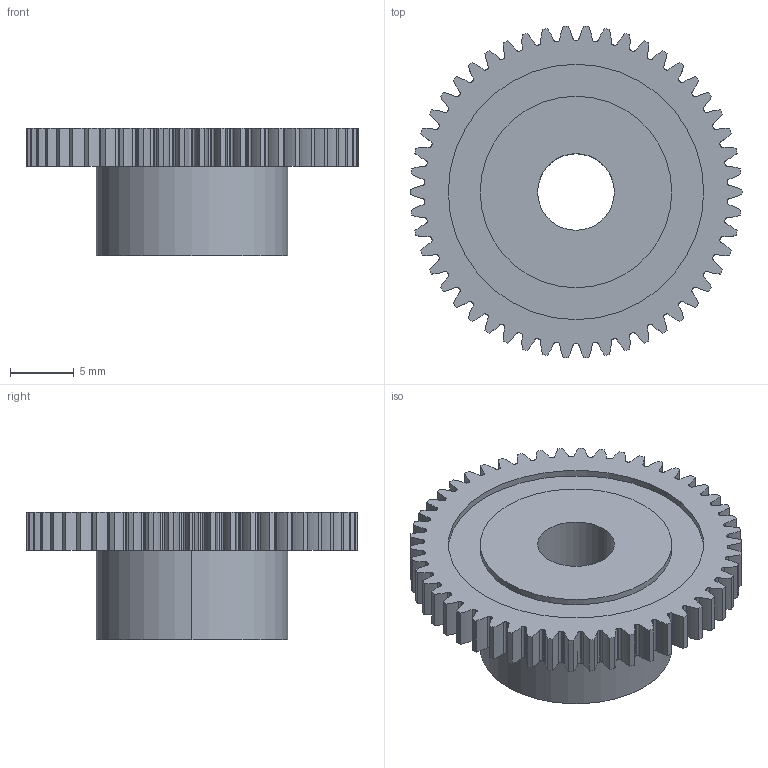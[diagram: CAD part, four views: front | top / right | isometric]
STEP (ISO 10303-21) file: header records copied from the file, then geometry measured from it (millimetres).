
FILE_DESCRIPTION (( 'STEP AP214' ), '1' );
FILE_NAME ('119-005-050.step', '2010-07-19T13:52:23', ( 'WMH Herion Antriebstechnik GmbH' ), ( 'WMH Herion Antriebstechnik GmbH' ), 'SwSTEP 2.0', 'SolidWorks 2010', '' );
FILE_SCHEMA (( 'AUTOMOTIVE_DESIGN' ));
Length unit declared in the file: millimetre
Products named in the file (1): 119-005-050
Bounding box: 26 x 25.97 x 10 mm (x, y, z)
Volume: 2281.5 mm3; surface area: 2010.7 mm2
Topology: 1 solids, 1 shells, 339 faces, 999 edges, 666 vertices
Faces by surface type: cylinder 333, plane 6
Entity records: 11757 total; most frequent: DIRECTION 2345, CARTESIAN_POINT 2005, ORIENTED_EDGE 1998, AXIS2_PLACEMENT_3D 1006, EDGE_CURVE 999, CIRCLE 666, VERTEX_POINT 666, EDGE_LOOP 345
